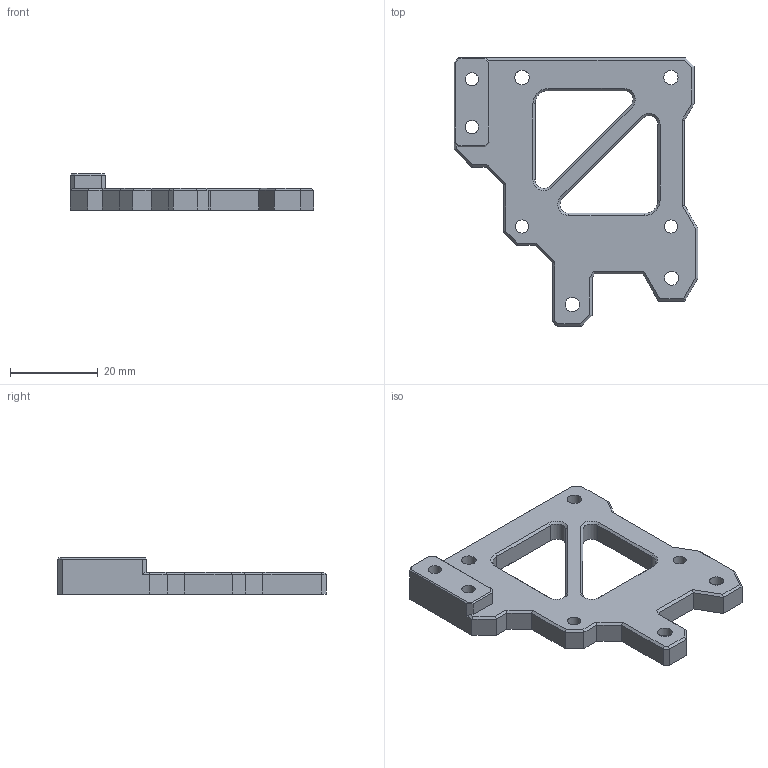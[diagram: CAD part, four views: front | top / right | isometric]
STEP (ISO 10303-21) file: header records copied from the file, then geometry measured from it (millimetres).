
FILE_DESCRIPTION(/* description */ (''),/* implementation_level */ '2;1');
FILE_NAME(/* name */ 'hemera_cooling_fan_plate.step',/* time_stamp */ '2020-10-02T13:30:17+07:00',/* author */ (''),/* organization */ (''),/* preprocessor_version */ 'ST-DEVELOPER v18.1',/* originating_system */ 'Autodesk Translation Framework v9.3.0.1241',/* authorisation */ '');
FILE_SCHEMA (('AUTOMOTIVE_DESIGN { 1 0 10303 214 3 1 1 }'));
Length unit declared in the file: millimetre
Products named in the file (1): Hemera_Cooling_Fan_Plate
Bounding box: 55.66 x 61.26 x 8.26 mm (x, y, z)
Volume: 9184.4 mm3; surface area: 6132.9 mm2
Topology: 1 solids, 1 shells, 178 faces, 456 edges, 281 vertices
Faces by surface type: plane 152, cylinder 14, cone 12
Full cylindrical faces by diameter (mm): 3 x4, 3.2 x1, 3.25 x1, 3.3 x2
Entity records: 5315 total; most frequent: CARTESIAN_POINT 916, ORIENTED_EDGE 912, DIRECTION 861, EDGE_CURVE 456, LINE 409, VECTOR 409, VERTEX_POINT 281, AXIS2_PLACEMENT_3D 226
